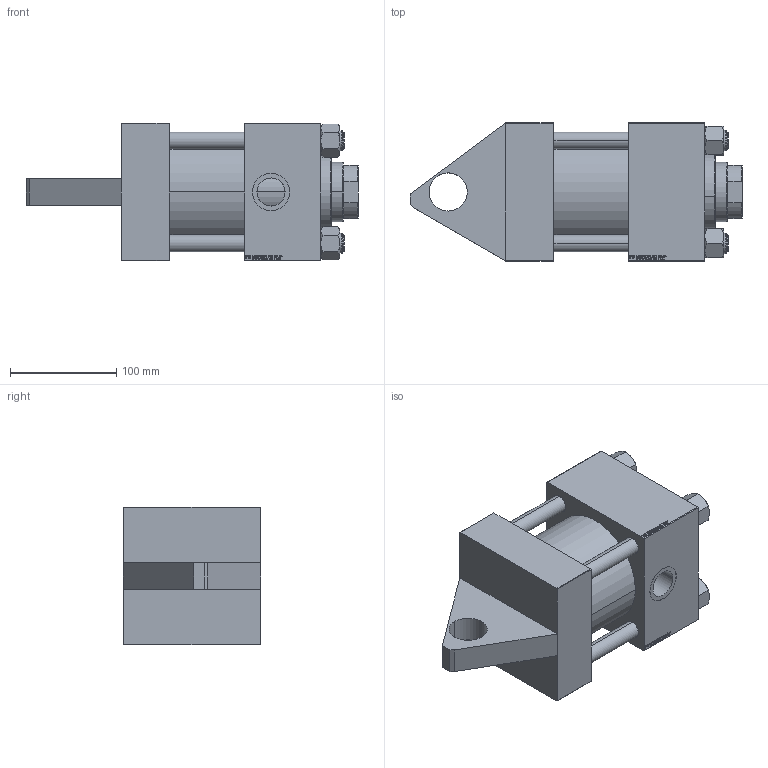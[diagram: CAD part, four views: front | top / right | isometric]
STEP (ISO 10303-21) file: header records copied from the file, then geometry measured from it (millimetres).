
FILE_DESCRIPTION (( 'STEP AP203' ), '1' );
FILE_NAME ('570d.STEP', '2022-04-16T12:47:07', ( '' ), ( '' ), 'SwSTEP 2.0', 'SolidWorks 2019', '' );
FILE_SCHEMA (( 'CONFIG_CONTROL_DESIGN' ));
Length unit declared in the file: millimetre
Products named in the file (6): NUT_M5_I 08cfb9b923c0d1f9ddccd3d2baacddc6; V215CR_VCP_I 08cfb9b923c0d1f9ddccd3d2baacddc6; V215CR_I_Body 08cfb9b923c0d1f9ddccd3d2baacddc6; V215CR_TYCINKA_I 08cfb9b923c0d1f9ddccd3d2baacddc6; V215_VC_A 08cfb9b923c0d1f9ddccd3d2baacddc6; 570d
Assembly tree (11 placements, depth 2):
  570d
    V215CR_I_Body 08cfb9b923c0d1f9ddccd3d2baacddc6
    V215CR_VCP_I 08cfb9b923c0d1f9ddccd3d2baacddc6
    V215CR_TYCINKA_I 08cfb9b923c0d1f9ddccd3d2baacddc6  x4
    NUT_M5_I 08cfb9b923c0d1f9ddccd3d2baacddc6  x4
    V215_VC_A 08cfb9b923c0d1f9ddccd3d2baacddc6
Bounding box: 313 x 130 x 130 mm (x, y, z)
Volume: 2634573.2 mm3; surface area: 354464.4 mm2
Topology: 11 solids, 11 shells, 1130 faces, 2884 edges, 1875 vertices
Faces by surface type: plane 549, bspline 360, cone 132, cylinder 81, torus 8
Entity records: 46662 total; most frequent: CARTESIAN_POINT 24470, ORIENTED_EDGE 5024, DIRECTION 3204, EDGE_CURVE 2512, VERTEX_POINT 1653, LINE 1542, VECTOR 1542, EDGE_LOOP 1091
